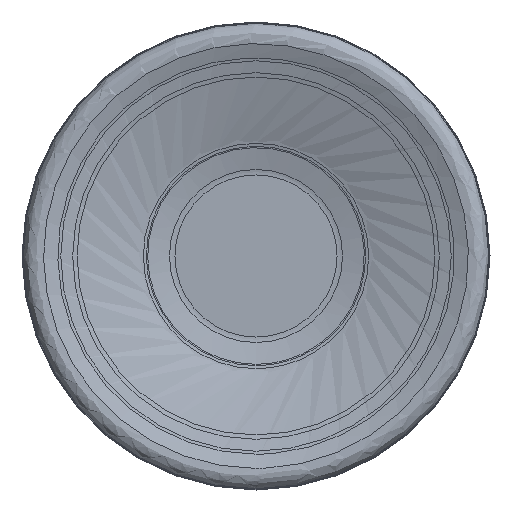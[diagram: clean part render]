
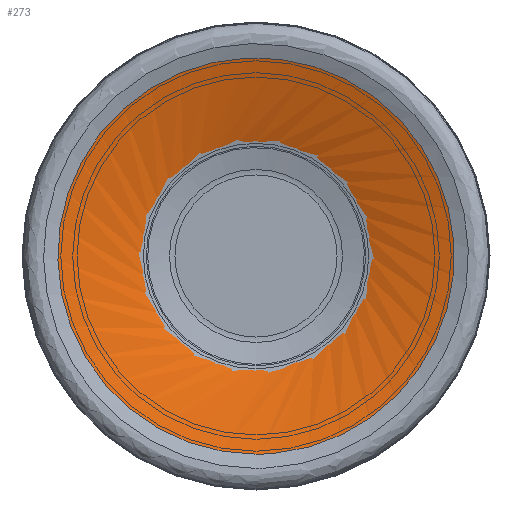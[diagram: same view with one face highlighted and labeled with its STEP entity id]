
A CAD part, left-side view. The second image highlights one B-rep face of the part: STEP entity #273.
In plain terms, the highlighted face is a revolution surface.
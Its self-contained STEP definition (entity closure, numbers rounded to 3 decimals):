
#49=SURFACE_OF_REVOLUTION('',#71,#65);
#65=AXIS1_PLACEMENT('',#922,#760);
#71=LINE('',#921,#77);
#77=VECTOR('',#759,4.763);
#273=ADVANCED_FACE('',(#341,#342),#49,.T.);
#341=FACE_BOUND('',#407,.T.);
#342=FACE_BOUND('',#408,.T.);
#407=EDGE_LOOP('',(#473));
#408=EDGE_LOOP('',(#474));
#473=ORIENTED_EDGE('',*,*,#526,.F.);
#474=ORIENTED_EDGE('',*,*,#540,.T.);
#493=VERTEX_POINT('',#844);
#507=VERTEX_POINT('',#918);
#526=EDGE_CURVE('',#493,#493,#559,.T.);
#540=EDGE_CURVE('',#507,#507,#573,.T.);
#559=CIRCLE('',#610,8.479);
#573=CIRCLE('',#627,4.82);
#610=AXIS2_PLACEMENT_3D('',#843,#701,#702);
#627=AXIS2_PLACEMENT_3D('',#917,#754,#755);
#701=DIRECTION('',(1.,0.,0.));
#702=DIRECTION('',(0.,0.,-1.));
#754=DIRECTION('',(1.,0.,0.));
#755=DIRECTION('',(0.,0.,-1.));
#759=DIRECTION('',(-0.253,-0.899,-0.358));
#760=DIRECTION('',(1.,0.,0.));
#843=CARTESIAN_POINT('',(0.313,0.,0.));
#844=CARTESIAN_POINT('',(0.313,0.,-8.479));
#917=CARTESIAN_POINT('',(1.516,0.,0.));
#918=CARTESIAN_POINT('',(1.516,0.,-4.82));
#921=CARTESIAN_POINT('',(1.516,-4.168,2.422));
#922=CARTESIAN_POINT('',(20.,0.,0.));
